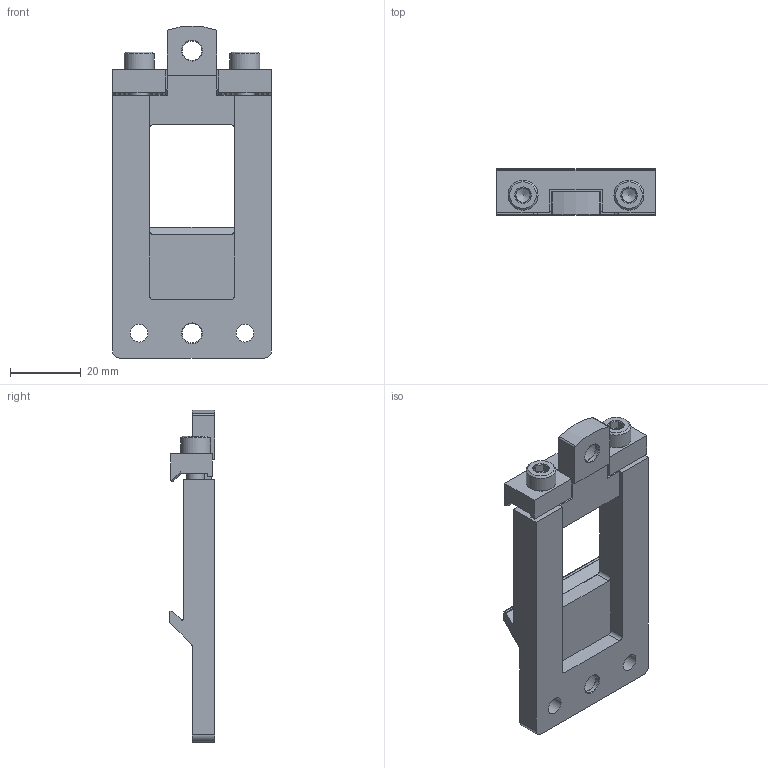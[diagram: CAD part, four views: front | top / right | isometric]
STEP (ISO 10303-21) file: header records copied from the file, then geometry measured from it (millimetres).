
FILE_DESCRIPTION(/* description */ ('STEP AP214'),/* implementation_level */ '2;1');
FILE_NAME(/* name */ '531754_MUC-32',/* time_stamp */ '2024-09-11T20:30:23+02:00',/* author */ ('License CC BY-ND 4.0'),/* organization */ ('CADENAS'),/* preprocessor_version */ 'ST-DEVELOPER v19.3',/* originating_system */ 'PARTsolutions',/* authorisation */ ' ');
FILE_SCHEMA (('AUTOMOTIVE_DESIGN {1 0 10303 214 3 1 1}'));
Length unit declared in the file: millimetre
Products named in the file (4): 531754 MUC-32; 658723 MUC-32---(P_0); 660061 MUC-32---(K); DIN-912 - M5x12(F)
Assembly tree (4 placements, depth 2):
  531754 MUC-32
    658723 MUC-32---(P_0)
    660061 MUC-32---(K)
    DIN-912 - M5x12(F)  x2
Bounding box: 45 x 13 x 94 mm (x, y, z)
Volume: 22193.6 mm3; surface area: 12972.9 mm2
Topology: 4 solids, 4 shells, 196 faces, 465 edges, 280 vertices
Faces by surface type: plane 132, cylinder 32, cone 30, torus 2
Full cylindrical faces by diameter (mm): 4.134 x2, 5 x4, 5.5 x4, 8.5 x2, 10 x2
Entity records: 4831 total; most frequent: DIRECTION 841, CARTESIAN_POINT 821, ORIENTED_EDGE 754, EDGE_CURVE 377, AXIS2_PLACEMENT_3D 297, LINE 247, VECTOR 247, VERTEX_POINT 247
